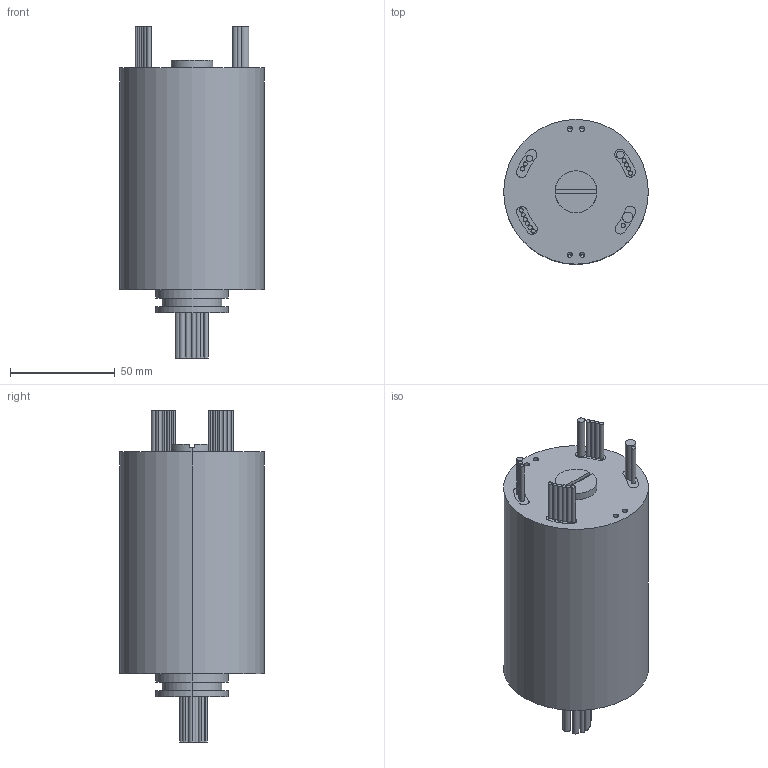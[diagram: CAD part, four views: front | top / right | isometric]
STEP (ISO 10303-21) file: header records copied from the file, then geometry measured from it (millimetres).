
FILE_DESCRIPTION (( 'STEP AP203' ), '1' );
FILE_NAME ('RZ086-P0130-P0120-P0215-P1010-S03.STEP', '2020-07-14T09:16:18', ( '微软用户' ), ( '微软中国' ), 'SwSTEP 2.0', 'SolidWorks 2014', '' );
FILE_SCHEMA (( 'CONFIG_CONTROL_DESIGN' ));
Length unit declared in the file: millimetre
Products named in the file (1): RZ086-P0130-P0120-P0215-P1010-S03
Bounding box: 69 x 69 x 158.3 mm (x, y, z)
Volume: 408981.7 mm3; surface area: 37604.1 mm2
Topology: 1 solids, 1 shells, 154 faces, 334 edges, 216 vertices
Faces by surface type: cylinder 101, plane 45, cone 8
Entity records: 4323 total; most frequent: DIRECTION 844, CARTESIAN_POINT 697, ORIENTED_EDGE 652, AXIS2_PLACEMENT_3D 363, EDGE_CURVE 326, VERTEX_POINT 216, CIRCLE 208, EDGE_LOOP 196
